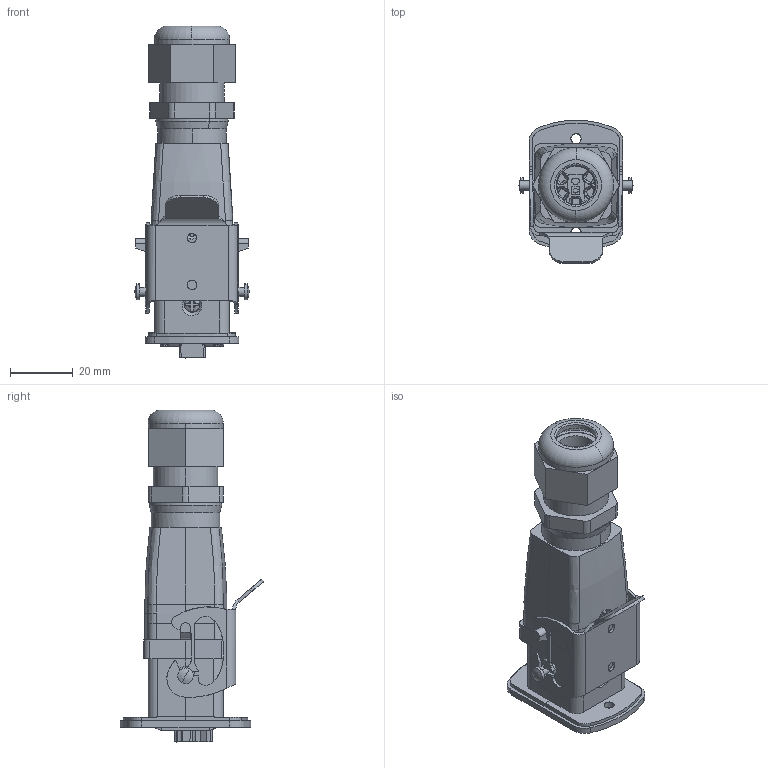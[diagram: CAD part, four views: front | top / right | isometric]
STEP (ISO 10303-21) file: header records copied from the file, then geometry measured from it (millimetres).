
FILE_DESCRIPTION(('CATIA V5 STEP Exchange','CAx-IF Rec.Pracs.--- Model Styling and Organization---1.5--- 2016-08-15','CAx-IF Rec.Pracs.---Supplemental Geometry---1.0---2011-11-01','CAx-IF Rec.Pracs.--- Composite Materials ---1.1---2010-07-15'),'2;1');
FILE_NAME ('2122960-4_0', '2025-03-20T12:43:02+00:00', ('none'), ('Weidmueller'), 'CATIA Version 5-6 Release 2022 SP4 HF5', 'CATIA V5 STEP AP214 v3', 'none');
FILE_SCHEMA(('AUTOMOTIVE_DESIGN { 1 0 10303 214 1 1 1 1 }'));
Products named in the file (1): 3124000000
Bounding box: 36.5 x 45.93 x 106.1 mm (x, y, z)
Volume: 43406 mm3; surface area: 32730.5 mm2
Topology: 1 solids, 7 shells, 1321 faces, 3727 edges, 2467 vertices
Faces by surface type: plane 667, cylinder 359, cone 158, extrusion 78, bspline 29, torus 16, sphere 12, revolution 2
Entity records: 48472 total; most frequent: CARTESIAN_POINT 16579, ORIENTED_EDGE 7438, DIRECTION 5102, EDGE_CURVE 3719, VERTEX_POINT 2467, VECTOR 2218, LINE 2140, AXIS2_PLACEMENT_3D 1757
